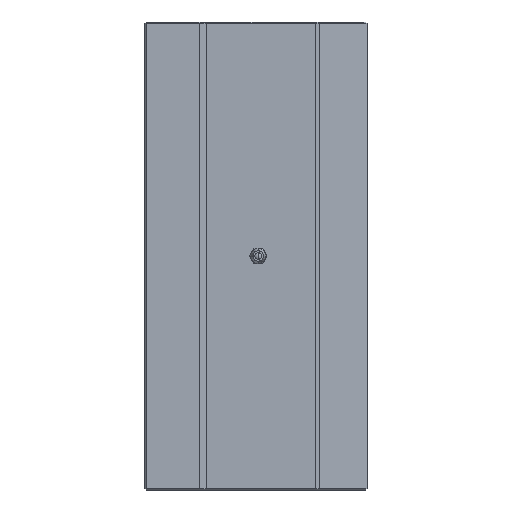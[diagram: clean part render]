
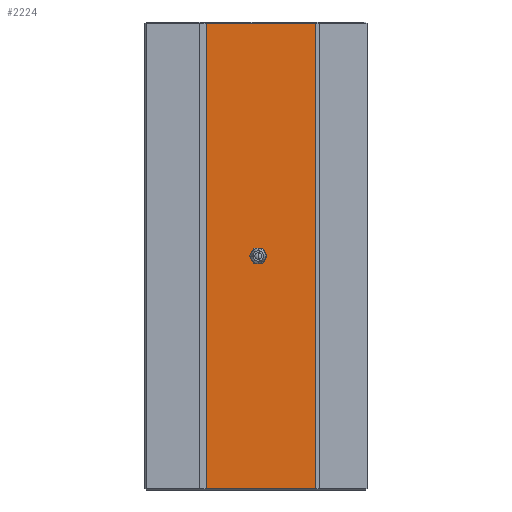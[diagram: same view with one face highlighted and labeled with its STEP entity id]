
A CAD part, left-side view. The second image highlights one B-rep face of the part: STEP entity #2224.
In plain terms, the highlighted planar face has unit normal (-1, 0, 0).
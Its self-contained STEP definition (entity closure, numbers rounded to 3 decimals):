
#33 = FACE_OUTER_BOUND ( 'NONE', #2373, .T. ) ;
#35 = CARTESIAN_POINT ( 'NONE',  ( -57.9, 23.9, 107. ) ) ;
#70 = CARTESIAN_POINT ( 'NONE',  ( -57.9, 23.9, 107. ) ) ;
#92 = ORIENTED_EDGE ( 'NONE', *, *, #3499, .T. ) ;
#148 = DIRECTION ( 'NONE',  ( 0., 1., 0. ) ) ;
#258 = CARTESIAN_POINT ( 'NONE',  ( -57.9, 0., 2.5 ) ) ;
#279 = VECTOR ( 'NONE', #1152, 1000. ) ;
#382 = DIRECTION ( 'NONE',  ( 0., 0., 1. ) ) ;
#392 = VERTEX_POINT ( 'NONE', #1407 ) ;
#433 = LINE ( 'NONE', #35, #3300 ) ;
#439 = CARTESIAN_POINT ( 'NONE',  ( -57.9, -26.5, -107. ) ) ;
#652 = CARTESIAN_POINT ( 'NONE',  ( -57.9, 0., -2.5 ) ) ;
#756 = CARTESIAN_POINT ( 'NONE',  ( -57.9, -26.5, 107. ) ) ;
#816 = AXIS2_PLACEMENT_3D ( 'NONE', #3323, #3185, #3367 ) ;
#889 = PLANE ( 'NONE',  #816 ) ;
#903 = FACE_BOUND ( 'NONE', #1816, .T. ) ;
#929 = ORIENTED_EDGE ( 'NONE', *, *, #2932, .T. ) ;
#934 = VERTEX_POINT ( 'NONE', #652 ) ;
#980 = EDGE_CURVE ( 'NONE', #2474, #934, #3168, .T. ) ;
#996 = DIRECTION ( 'NONE',  ( -1., 0., 0. ) ) ;
#1152 = DIRECTION ( 'NONE',  ( 0., 0., 1. ) ) ;
#1153 = DIRECTION ( 'NONE',  ( -1., 0., 0. ) ) ;
#1163 = VECTOR ( 'NONE', #2116, 1000. ) ;
#1181 = CARTESIAN_POINT ( 'NONE',  ( -57.9, 0., 0. ) ) ;
#1214 = LINE ( 'NONE', #1994, #279 ) ;
#1407 = CARTESIAN_POINT ( 'NONE',  ( -57.9, -26.5, -107. ) ) ;
#1461 = CIRCLE ( 'NONE', #2894, 2.5 ) ;
#1508 = ORIENTED_EDGE ( 'NONE', *, *, #2136, .T. ) ;
#1511 = LINE ( 'NONE', #439, #3093 ) ;
#1659 = CARTESIAN_POINT ( 'NONE',  ( -57.9, 23.9, -107. ) ) ;
#1755 = ORIENTED_EDGE ( 'NONE', *, *, #1779, .F. ) ;
#1779 = EDGE_CURVE ( 'NONE', #934, #2474, #1461, .T. ) ;
#1788 = ORIENTED_EDGE ( 'NONE', *, *, #980, .F. ) ;
#1816 = EDGE_LOOP ( 'NONE', ( #1788, #1755 ) ) ;
#1958 = VERTEX_POINT ( 'NONE', #1659 ) ;
#1994 = CARTESIAN_POINT ( 'NONE',  ( -57.9, -26.5, 107.5 ) ) ;
#2116 = DIRECTION ( 'NONE',  ( 0., 0., -1. ) ) ;
#2136 = EDGE_CURVE ( 'NONE', #2461, #2267, #433, .T. ) ;
#2224 = ADVANCED_FACE ( 'NONE', ( #903, #33 ), #889, .F. ) ;
#2267 = VERTEX_POINT ( 'NONE', #70 ) ;
#2373 = EDGE_LOOP ( 'NONE', ( #929, #92, #2443, #1508 ) ) ;
#2432 = DIRECTION ( 'NONE',  ( 0., -1., 0. ) ) ;
#2443 = ORIENTED_EDGE ( 'NONE', *, *, #2725, .T. ) ;
#2461 = VERTEX_POINT ( 'NONE', #756 ) ;
#2474 = VERTEX_POINT ( 'NONE', #258 ) ;
#2609 = CARTESIAN_POINT ( 'NONE',  ( -57.9, 0., 0. ) ) ;
#2725 = EDGE_CURVE ( 'NONE', #392, #2461, #1214, .T. ) ;
#2762 = LINE ( 'NONE', #2900, #1163 ) ;
#2887 = DIRECTION ( 'NONE',  ( 0., 0., 1. ) ) ;
#2894 = AXIS2_PLACEMENT_3D ( 'NONE', #1181, #1153, #382 ) ;
#2900 = CARTESIAN_POINT ( 'NONE',  ( -57.9, 23.9, 107.5 ) ) ;
#2932 = EDGE_CURVE ( 'NONE', #2267, #1958, #2762, .T. ) ;
#3093 = VECTOR ( 'NONE', #2432, 1000. ) ;
#3168 = CIRCLE ( 'NONE', #3434, 2.5 ) ;
#3185 = DIRECTION ( 'NONE',  ( 1., 0., 0. ) ) ;
#3300 = VECTOR ( 'NONE', #148, 1000. ) ;
#3323 = CARTESIAN_POINT ( 'NONE',  ( -57.9, 23.9, 107.5 ) ) ;
#3367 = DIRECTION ( 'NONE',  ( 0., 1., 0. ) ) ;
#3434 = AXIS2_PLACEMENT_3D ( 'NONE', #2609, #996, #2887 ) ;
#3499 = EDGE_CURVE ( 'NONE', #1958, #392, #1511, .T. ) ;
